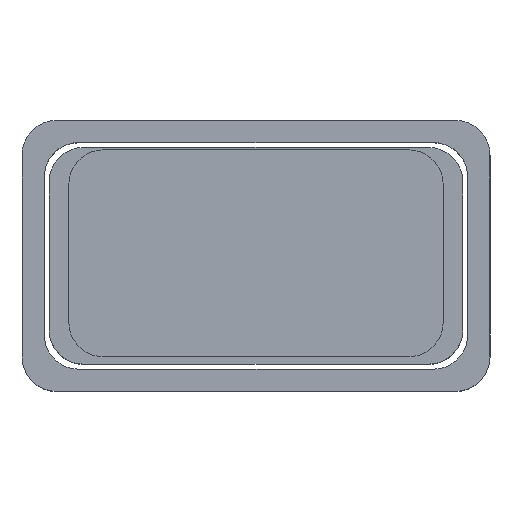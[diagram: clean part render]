
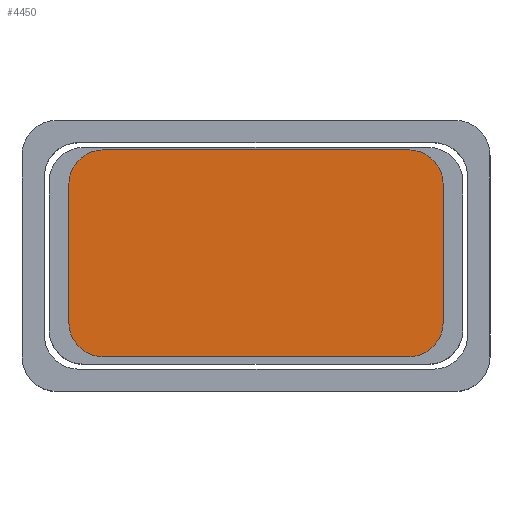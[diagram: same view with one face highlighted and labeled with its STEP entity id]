
A CAD part, top view. The second image highlights one B-rep face of the part: STEP entity #4450.
In plain terms, the highlighted face is planar.
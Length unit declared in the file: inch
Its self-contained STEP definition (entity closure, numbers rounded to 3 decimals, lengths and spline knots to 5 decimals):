
#319=CIRCLE('',#4898,0.1378);
#320=CIRCLE('',#4900,0.1378);
#321=CIRCLE('',#4901,0.1378);
#322=CIRCLE('',#4902,0.1378);
#552=FACE_OUTER_BOUND('',#808,.T.);
#808=EDGE_LOOP('',(#3805,#3806,#3807,#3808,#3809,#3810,#3811,#3812));
#1263=LINE('',#7280,#1733);
#1264=LINE('',#7284,#1734);
#1265=LINE('',#7288,#1735);
#1266=LINE('',#7291,#1736);
#1733=VECTOR('',#5962,0.3937);
#1734=VECTOR('',#5965,0.3937);
#1735=VECTOR('',#5968,0.3937);
#1736=VECTOR('',#5971,0.3937);
#2139=VERTEX_POINT('',#7273);
#2140=VERTEX_POINT('',#7275);
#2141=VERTEX_POINT('',#7279);
#2142=VERTEX_POINT('',#7281);
#2143=VERTEX_POINT('',#7283);
#2144=VERTEX_POINT('',#7285);
#2145=VERTEX_POINT('',#7287);
#2146=VERTEX_POINT('',#7289);
#2711=EDGE_CURVE('',#2139,#2140,#319,.T.);
#2713=EDGE_CURVE('',#2139,#2141,#1263,.T.);
#2714=EDGE_CURVE('',#2142,#2141,#320,.T.);
#2715=EDGE_CURVE('',#2142,#2143,#1264,.T.);
#2716=EDGE_CURVE('',#2144,#2143,#321,.T.);
#2717=EDGE_CURVE('',#2144,#2145,#1265,.T.);
#2718=EDGE_CURVE('',#2146,#2145,#322,.T.);
#2719=EDGE_CURVE('',#2146,#2140,#1266,.T.);
#3805=ORIENTED_EDGE('',*,*,#2711,.F.);
#3806=ORIENTED_EDGE('',*,*,#2713,.T.);
#3807=ORIENTED_EDGE('',*,*,#2714,.F.);
#3808=ORIENTED_EDGE('',*,*,#2715,.T.);
#3809=ORIENTED_EDGE('',*,*,#2716,.F.);
#3810=ORIENTED_EDGE('',*,*,#2717,.T.);
#3811=ORIENTED_EDGE('',*,*,#2718,.F.);
#3812=ORIENTED_EDGE('',*,*,#2719,.T.);
#4244=PLANE('',#4899);
#4450=ADVANCED_FACE('',(#552),#4244,.T.);
#4898=AXIS2_PLACEMENT_3D('',#7276,#5957,#5958);
#4899=AXIS2_PLACEMENT_3D('',#7278,#5960,#5961);
#4900=AXIS2_PLACEMENT_3D('',#7282,#5963,#5964);
#4901=AXIS2_PLACEMENT_3D('',#7286,#5966,#5967);
#4902=AXIS2_PLACEMENT_3D('',#7290,#5969,#5970);
#5957=DIRECTION('center_axis',(0.,0.,1.));
#5958=DIRECTION('ref_axis',(0.707,0.707,0.));
#5960=DIRECTION('center_axis',(0.,0.,-1.));
#5961=DIRECTION('ref_axis',(-1.,0.,0.));
#5962=DIRECTION('',(0.,-1.,0.));
#5963=DIRECTION('center_axis',(0.,0.,1.));
#5964=DIRECTION('ref_axis',(0.707,-0.707,0.));
#5965=DIRECTION('',(-1.,0.,0.));
#5966=DIRECTION('center_axis',(0.,0.,1.));
#5967=DIRECTION('ref_axis',(-0.707,-0.707,0.));
#5968=DIRECTION('',(0.,1.,0.));
#5969=DIRECTION('center_axis',(0.,0.,1.));
#5970=DIRECTION('ref_axis',(-0.707,0.707,0.));
#5971=DIRECTION('',(1.,0.,0.));
#7273=CARTESIAN_POINT('',(0.74803,0.27559,-0.0689));
#7275=CARTESIAN_POINT('',(0.61024,0.41339,-0.0689));
#7276=CARTESIAN_POINT('Origin',(0.61024,0.27559,-0.0689));
#7278=CARTESIAN_POINT('Origin',(0.,0.,-0.0689));
#7279=CARTESIAN_POINT('',(0.74803,-0.27559,-0.0689));
#7280=CARTESIAN_POINT('',(0.74803,-0.41339,-0.0689));
#7281=CARTESIAN_POINT('',(0.61024,-0.41339,-0.0689));
#7282=CARTESIAN_POINT('Origin',(0.61024,-0.27559,-0.0689));
#7283=CARTESIAN_POINT('',(-0.61024,-0.41339,-0.0689));
#7284=CARTESIAN_POINT('',(-0.74803,-0.41339,-0.0689));
#7285=CARTESIAN_POINT('',(-0.74803,-0.27559,-0.0689));
#7286=CARTESIAN_POINT('Origin',(-0.61024,-0.27559,-0.0689));
#7287=CARTESIAN_POINT('',(-0.74803,0.27559,-0.0689));
#7288=CARTESIAN_POINT('',(-0.74803,0.41339,-0.0689));
#7289=CARTESIAN_POINT('',(-0.61024,0.41339,-0.0689));
#7290=CARTESIAN_POINT('Origin',(-0.61024,0.27559,-0.0689));
#7291=CARTESIAN_POINT('',(0.74803,0.41339,-0.0689));
